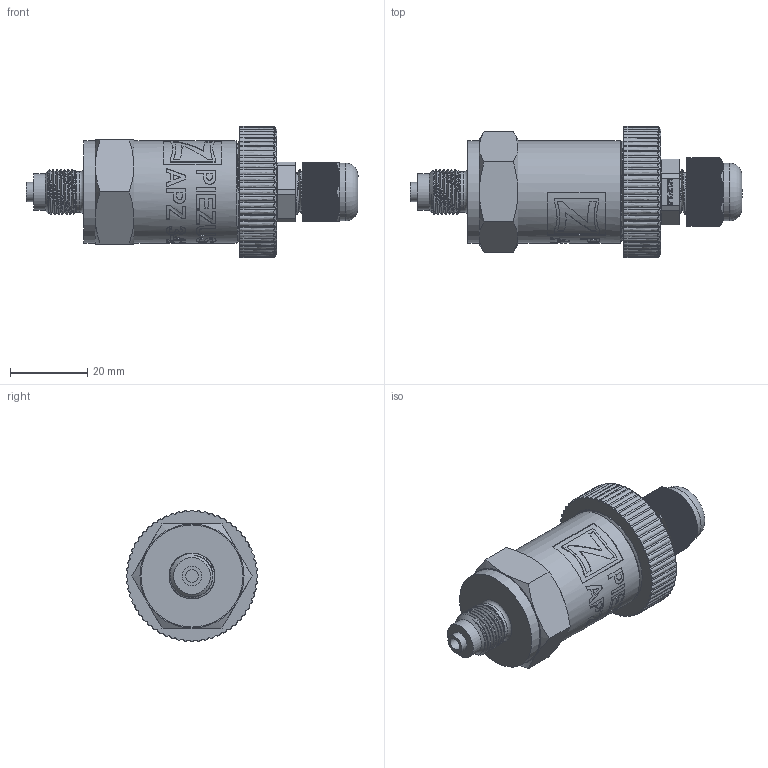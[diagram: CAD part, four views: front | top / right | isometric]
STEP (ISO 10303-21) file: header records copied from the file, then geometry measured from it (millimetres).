
FILE_DESCRIPTION(/* description */ (''),/* implementation_level */ '2;1');
FILE_NAME(/* name */ 'APZ3420_M12x1EN_CableGland.step',/* time_stamp */ '2021-06-18T15:24:57+03:00',/* author */ (''),/* organization */ (''),/* preprocessor_version */ 'ST-DEVELOPER v18.1',/* originating_system */ 'Autodesk Translation Framework v10.9.0.1377',/* authorisation */ '');
FILE_SCHEMA (('AUTOMOTIVE_DESIGN { 1 0 10303 214 3 1 1 }'));
Products named in the file (8): APZ3420_; M12x1 EN; OMAL nut M27x1.5; Ш100.000.001; M12x1.5 Cable gland; Cable gland; Rubber gasket; M12 Domed nut
Assembly tree (7 placements, depth 3):
  APZ3420_
    M12x1 EN
    OMAL nut M27x1.5
    Ш100.000.001
    M12x1.5 Cable gland
      Cable gland
      Rubber gasket
      M12 Domed nut
Bounding box: 86.16 x 34 x 34 mm (x, y, z)
Volume: 35827 mm3; surface area: 16061.7 mm2
Topology: 6 solids, 6 shells, 2688 faces, 7890 edges, 5261 vertices
Faces by surface type: plane 1480, cylinder 781, bspline 396, cone 27, torus 3, sphere 1
Full cylindrical faces by diameter (mm): 1 x6, 3.3 x1, 5 x1, 7.5 x1, 8 x1, 9.5 x1, 9.976 x5, 10 x6, 10.376 x4, 10.5 x1, 10.526 x3, 10.741 x7, 11.6 x4, 11.884 x7, 12 x5, 12.203 x3, 12.6 x1, 15 x1, 17 x1, 21.4 x2, 22.3 x1, 22.4 x1, 24.5 x1, 25.132 x4, 25.526 x4, 26.5 x5, 27.208 x5
Entity records: 113814 total; most frequent: CARTESIAN_POINT 45505, ORIENTED_EDGE 15780, DIRECTION 12291, EDGE_CURVE 7890, VERTEX_POINT 5261, LINE 4283, VECTOR 4283, AXIS2_PLACEMENT_3D 4004
